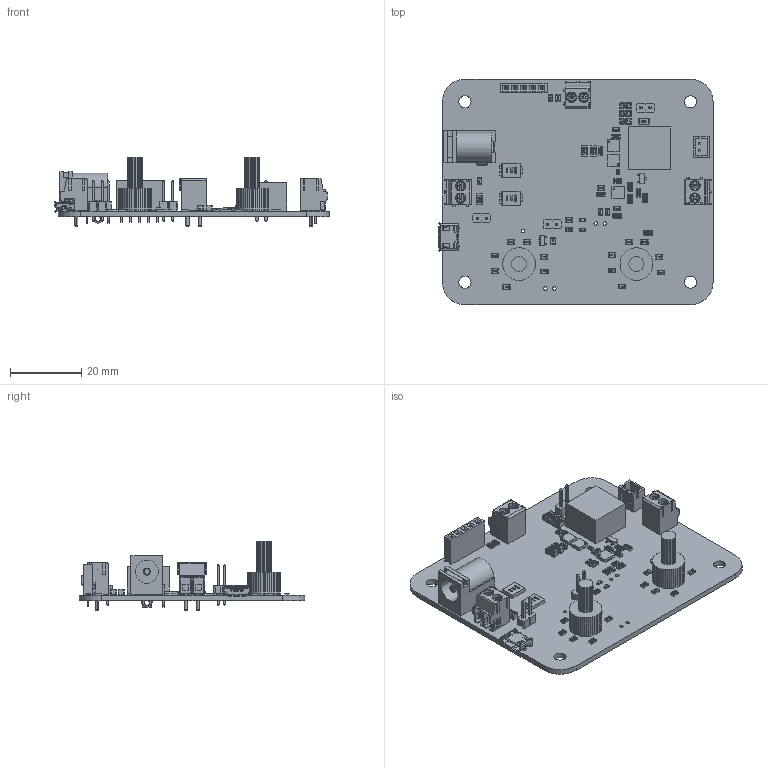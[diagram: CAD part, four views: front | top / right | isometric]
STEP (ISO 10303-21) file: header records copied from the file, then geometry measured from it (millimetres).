
FILE_DESCRIPTION(('Open CASCADE Model'),'2;1');
FILE_NAME('Open CASCADE Shape Model','2018-08-23T09:16:44',('Author'),( 'Open CASCADE'),'Open CASCADE STEP processor 6.8','Open CASCADE 6.8' ,'Unknown');
FILE_SCHEMA(('AUTOMOTIVE_DESIGN { 1 0 10303 214 1 1 1 1 }'));
Products named in the file (1): PCB
Bounding box: 77.18 x 63.5 x 19.45 mm (x, y, z)
Volume: 10312.3 mm3; surface area: 17413 mm2
Topology: 46 solids, 5391 shells, 7890 faces, 34490 edges, 31837 vertices
Faces by surface type: plane 4676, bspline 2113, cylinder 941, sphere 52, cone 46, torus 28, revolution 24, extrusion 10
Full cylindrical faces by diameter (mm): 0.45 x1, 0.889 x5, 0.9 x16, 1 x2, 1.016 x5, 1.1 x6, 1.5 x2, 3.429 x4
Entity records: 562752 total; most frequent: CARTESIAN_POINT 270952, ORIENTED_EDGE 40197, DIRECTION 39751, EDGE_CURVE 34356, VERTEX_POINT 31837, VECTOR 22861, LINE 22851, B_SPLINE_CURVE_WITH_KNOTS 8842
